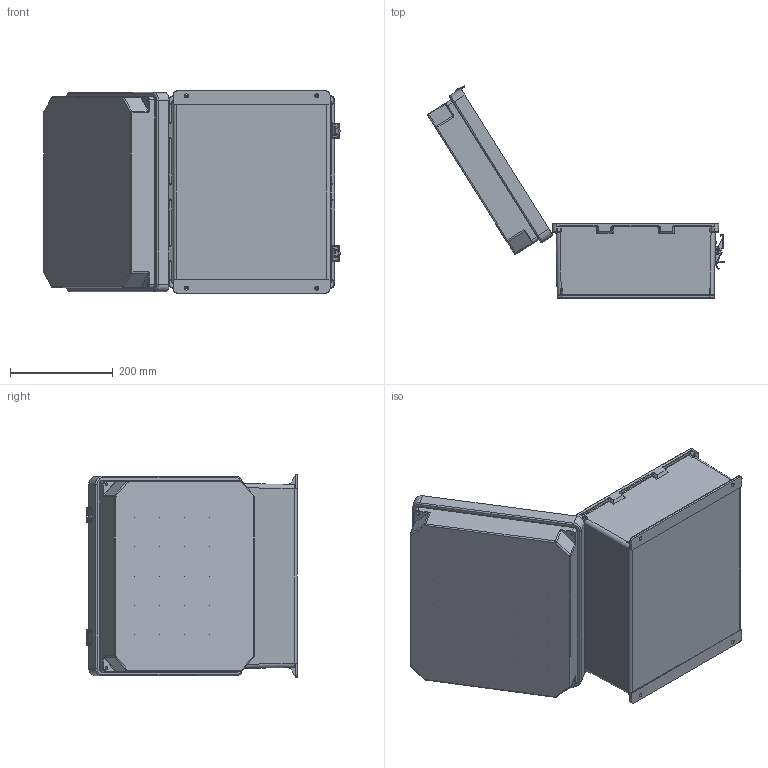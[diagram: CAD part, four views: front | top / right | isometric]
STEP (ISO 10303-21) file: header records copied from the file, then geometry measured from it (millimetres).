
FILE_DESCRIPTION (( 'STEP AP214' ), '1' );
FILE_NAME ('TEF141207-KIT.STEP', '2018-11-20T14:51:09', ( '' ), ( '' ), 'SwSTEP 2.0', 'SolidWorks 2017', '' );
FILE_SCHEMA (( 'AUTOMOTIVE_DESIGN' ));
Length unit declared in the file: inch
Products named in the file (8): 10-32 NEMA PLATE SCREW; HGX-NPLATE01; NB141207-DoorClasp-2; NB141207-DoorClasp-1; NB141207-Lid-2; NB141207-Hinge; NB141207-Box; TEF141207-KIT
Assembly tree (13 placements, depth 2):
  TEF141207-KIT
    NB141207-Box
    NB141207-Hinge  x2
    NB141207-Lid-2
    NB141207-DoorClasp-1  x2
    NB141207-DoorClasp-2  x2
    HGX-NPLATE01
    10-32 NEMA PLATE SCREW  x4
Bounding box: 578.07 x 413.05 x 394 mm (x, y, z)
Volume: 2187489.4 mm3; surface area: 1341497.4 mm2
Topology: 19 solids, 19 shells, 1532 faces, 3985 edges, 2488 vertices
Faces by surface type: plane 599, cylinder 578, bspline 148, torus 108, cone 91, sphere 8
Full cylindrical faces by diameter (mm): 3.15 x4, 3.175 x20, 3.302 x4, 4.064 x4, 5.3 x2, 6.35 x4, 6.5 x4, 8 x4, 8.928 x4, 9.296 x4, 10 x4, 11.024 x2
Entity records: 37435 total; most frequent: CARTESIAN_POINT 11810, ORIENTED_EDGE 5386, DIRECTION 5013, EDGE_CURVE 2693, AXIS2_PLACEMENT_3D 1836, VERTEX_POINT 1721, LINE 1341, VECTOR 1341
